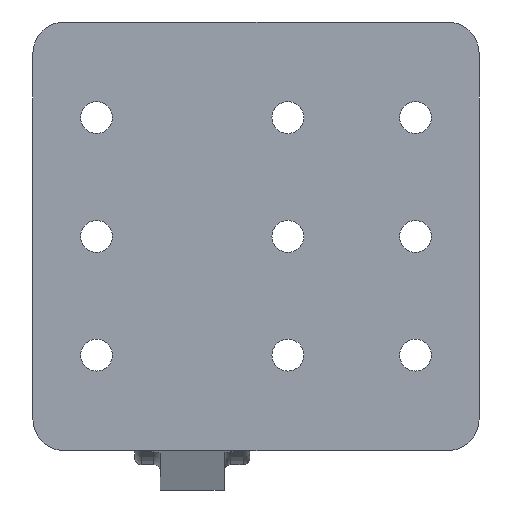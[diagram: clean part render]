
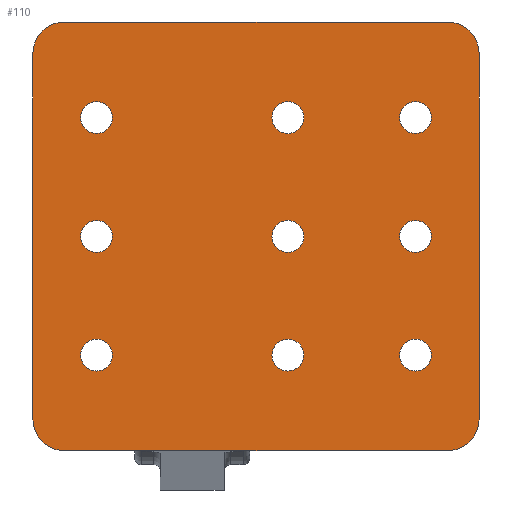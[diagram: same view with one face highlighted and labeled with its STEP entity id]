
A CAD part, left-side view. The second image highlights one B-rep face of the part: STEP entity #110.
In plain terms, the highlighted planar face has unit normal (-1, 0, 0).
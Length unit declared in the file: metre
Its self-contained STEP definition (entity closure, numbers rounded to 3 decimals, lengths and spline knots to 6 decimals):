
#110 = ADVANCED_FACE( 'NONE', ( #241, #242, #243, #244, #245, #246, #247, #248, #249, #250 ), #251, .T. );
#241 = FACE_OUTER_BOUND( '', #394, .T. );
#242 = FACE_BOUND( '', #395, .T. );
#243 = FACE_BOUND( '', #396, .T. );
#244 = FACE_BOUND( '', #397, .T. );
#245 = FACE_BOUND( '', #398, .T. );
#246 = FACE_BOUND( '', #399, .T. );
#247 = FACE_BOUND( '', #400, .T. );
#248 = FACE_BOUND( '', #401, .T. );
#249 = FACE_BOUND( '', #402, .T. );
#250 = FACE_BOUND( '', #403, .T. );
#251 = PLANE( '', #404 );
#394 = EDGE_LOOP( '', ( #637, #638, #639, #640, #641, #642, #643, #644 ) );
#395 = EDGE_LOOP( '', ( #645 ) );
#396 = EDGE_LOOP( '', ( #646 ) );
#397 = EDGE_LOOP( '', ( #647 ) );
#398 = EDGE_LOOP( '', ( #648 ) );
#399 = EDGE_LOOP( '', ( #649 ) );
#400 = EDGE_LOOP( '', ( #650 ) );
#401 = EDGE_LOOP( '', ( #651 ) );
#402 = EDGE_LOOP( '', ( #652 ) );
#403 = EDGE_LOOP( '', ( #653 ) );
#404 = AXIS2_PLACEMENT_3D( '', #654, #655, #656 );
#637 = ORIENTED_EDGE( '', *, *, #764, .F. );
#638 = ORIENTED_EDGE( '', *, *, #745, .F. );
#639 = ORIENTED_EDGE( '', *, *, #827, .F. );
#640 = ORIENTED_EDGE( '', *, *, #824, .F. );
#641 = ORIENTED_EDGE( '', *, *, #828, .F. );
#642 = ORIENTED_EDGE( '', *, *, #756, .F. );
#643 = ORIENTED_EDGE( '', *, *, #761, .F. );
#644 = ORIENTED_EDGE( '', *, *, #784, .F. );
#645 = ORIENTED_EDGE( '', *, *, #793, .T. );
#646 = ORIENTED_EDGE( '', *, *, #741, .T. );
#647 = ORIENTED_EDGE( '', *, *, #817, .T. );
#648 = ORIENTED_EDGE( '', *, *, #790, .T. );
#649 = ORIENTED_EDGE( '', *, *, #807, .T. );
#650 = ORIENTED_EDGE( '', *, *, #796, .T. );
#651 = ORIENTED_EDGE( '', *, *, #829, .T. );
#652 = ORIENTED_EDGE( '', *, *, #738, .T. );
#653 = ORIENTED_EDGE( '', *, *, #830, .T. );
#654 = CARTESIAN_POINT( '', ( -0.018688, 0.029, 0.033899 ) );
#655 = DIRECTION( '', ( -1., 0., 0. ) );
#656 = DIRECTION( '', ( 0., -1., 0. ) );
#738 = EDGE_CURVE( 'NONE', #847, #847, #848, .T. );
#741 = EDGE_CURVE( 'NONE', #852, #852, #853, .T. );
#745 = EDGE_CURVE( 'NONE', #858, #860, #861, .T. );
#756 = EDGE_CURVE( 'NONE', #878, #880, #881, .T. );
#761 = EDGE_CURVE( 'NONE', #886, #878, #888, .T. );
#764 = EDGE_CURVE( 'NONE', #860, #892, #893, .T. );
#784 = EDGE_CURVE( 'NONE', #892, #886, #922, .T. );
#790 = EDGE_CURVE( 'NONE', #930, #930, #931, .T. );
#793 = EDGE_CURVE( 'NONE', #935, #935, #936, .T. );
#796 = EDGE_CURVE( 'NONE', #940, #940, #941, .T. );
#807 = EDGE_CURVE( 'NONE', #958, #958, #959, .T. );
#817 = EDGE_CURVE( 'NONE', #972, #972, #973, .T. );
#824 = EDGE_CURVE( 'NONE', #982, #984, #985, .T. );
#827 = EDGE_CURVE( 'NONE', #984, #858, #988, .T. );
#828 = EDGE_CURVE( 'NONE', #880, #982, #989, .T. );
#829 = EDGE_CURVE( 'NONE', #990, #990, #991, .T. );
#830 = EDGE_CURVE( 'NONE', #992, #992, #993, .T. );
#847 = VERTEX_POINT( '', #1011 );
#848 = CIRCLE( '', #1012, 0.0025 );
#852 = VERTEX_POINT( '', #1016 );
#853 = CIRCLE( '', #1017, 0.0025 );
#858 = VERTEX_POINT( 'NONE', #1023 );
#860 = VERTEX_POINT( 'NONE', #1026 );
#861 = LINE( '', #1027, #1028 );
#878 = VERTEX_POINT( 'NONE', #1050 );
#880 = VERTEX_POINT( 'NONE', #1053 );
#881 = LINE( '', #1054, #1055 );
#886 = VERTEX_POINT( 'NONE', #1061 );
#888 = CIRCLE( '', #1064, 0.005 );
#892 = VERTEX_POINT( 'NONE', #1068 );
#893 = CIRCLE( '', #1069, 0.005 );
#922 = LINE( '', #1104, #1105 );
#930 = VERTEX_POINT( '', #1114 );
#931 = CIRCLE( '', #1115, 0.0025 );
#935 = VERTEX_POINT( '', #1119 );
#936 = CIRCLE( '', #1120, 0.0025 );
#940 = VERTEX_POINT( '', #1124 );
#941 = CIRCLE( '', #1125, 0.0025 );
#958 = VERTEX_POINT( '', #1144 );
#959 = CIRCLE( '', #1145, 0.0025 );
#972 = VERTEX_POINT( '', #1162 );
#973 = CIRCLE( '', #1163, 0.0025 );
#982 = VERTEX_POINT( 'NONE', #1173 );
#984 = VERTEX_POINT( 'NONE', #1176 );
#985 = LINE( '', #1177, #1178 );
#988 = CIRCLE( '', #1182, 0.005 );
#989 = CIRCLE( '', #1183, 0.005 );
#990 = VERTEX_POINT( '', #1184 );
#991 = CIRCLE( '', #1185, 0.0025 );
#992 = VERTEX_POINT( '', #1186 );
#993 = CIRCLE( '', #1187, 0.0025 );
#1011 = CARTESIAN_POINT( '', ( -0.018688, -0.0235, -0.013346 ) );
#1012 = AXIS2_PLACEMENT_3D( '', #1205, #1206, #1207 );
#1016 = CARTESIAN_POINT( '', ( -0.018688, -0.0035, 0.005277 ) );
#1017 = AXIS2_PLACEMENT_3D( '', #1211, #1212, #1213 );
#1023 = CARTESIAN_POINT( '', ( -0.018688, 0.034, -0.023346 ) );
#1026 = CARTESIAN_POINT( '', ( -0.018688, 0.034, 0.033899 ) );
#1027 = CARTESIAN_POINT( '', ( -0.018688, 0.034, -0.023346 ) );
#1028 = VECTOR( '', #1216, 1. );
#1050 = CARTESIAN_POINT( '', ( -0.018688, -0.036, 0.033899 ) );
#1053 = CARTESIAN_POINT( '', ( -0.018688, -0.036, -0.023346 ) );
#1054 = CARTESIAN_POINT( '', ( -0.018688, -0.036, -0.023346 ) );
#1055 = VECTOR( '', #1229, 1. );
#1061 = CARTESIAN_POINT( '', ( -0.018688, -0.031, 0.038899 ) );
#1064 = AXIS2_PLACEMENT_3D( '', #1235, #1236, #1237 );
#1068 = CARTESIAN_POINT( '', ( -0.018688, 0.029, 0.038899 ) );
#1069 = AXIS2_PLACEMENT_3D( '', #1241, #1242, #1243 );
#1104 = CARTESIAN_POINT( '', ( -0.018688, 0.029, 0.038899 ) );
#1105 = VECTOR( '', #1271, 1. );
#1114 = CARTESIAN_POINT( '', ( -0.018688, 0.0265, 0.023899 ) );
#1115 = AXIS2_PLACEMENT_3D( '', #1279, #1280, #1281 );
#1119 = CARTESIAN_POINT( '', ( -0.018688, 0.0265, -0.013346 ) );
#1120 = AXIS2_PLACEMENT_3D( '', #1285, #1286, #1287 );
#1124 = CARTESIAN_POINT( '', ( -0.018688, -0.0035, 0.023899 ) );
#1125 = AXIS2_PLACEMENT_3D( '', #1291, #1292, #1293 );
#1144 = CARTESIAN_POINT( '', ( -0.018688, -0.0235, 0.023899 ) );
#1145 = AXIS2_PLACEMENT_3D( '', #1311, #1312, #1313 );
#1162 = CARTESIAN_POINT( '', ( -0.018688, -0.0235, 0.005277 ) );
#1163 = AXIS2_PLACEMENT_3D( '', #1324, #1325, #1326 );
#1173 = CARTESIAN_POINT( '', ( -0.018688, -0.031, -0.028346 ) );
#1176 = CARTESIAN_POINT( '', ( -0.018688, 0.029, -0.028346 ) );
#1177 = CARTESIAN_POINT( '', ( -0.018688, 0.029, -0.028346 ) );
#1178 = VECTOR( '', #1335, 1. );
#1182 = AXIS2_PLACEMENT_3D( '', #1337, #1338, #1339 );
#1183 = AXIS2_PLACEMENT_3D( '', #1340, #1341, #1342 );
#1184 = CARTESIAN_POINT( '', ( -0.018688, 0.0265, 0.005277 ) );
#1185 = AXIS2_PLACEMENT_3D( '', #1343, #1344, #1345 );
#1186 = CARTESIAN_POINT( '', ( -0.018688, -0.0035, -0.013346 ) );
#1187 = AXIS2_PLACEMENT_3D( '', #1346, #1347, #1348 );
#1205 = CARTESIAN_POINT( '', ( -0.018688, -0.026, -0.013346 ) );
#1206 = DIRECTION( '', ( 1., 0., 0. ) );
#1207 = DIRECTION( '', ( 0., 1., 0. ) );
#1211 = CARTESIAN_POINT( '', ( -0.018688, -0.006, 0.005277 ) );
#1212 = DIRECTION( '', ( 1., 0., 0. ) );
#1213 = DIRECTION( '', ( 0., 1., 0. ) );
#1216 = DIRECTION( '', ( 0., 0., 1. ) );
#1229 = DIRECTION( '', ( 0., 0., -1. ) );
#1235 = CARTESIAN_POINT( '', ( -0.018688, -0.031, 0.033899 ) );
#1236 = DIRECTION( '', ( 1., 0., 0. ) );
#1237 = DIRECTION( '', ( 0., 1., 0. ) );
#1241 = CARTESIAN_POINT( '', ( -0.018688, 0.029, 0.033899 ) );
#1242 = DIRECTION( '', ( 1., 0., 0. ) );
#1243 = DIRECTION( '', ( 0., 1., 0. ) );
#1271 = DIRECTION( '', ( 0., -1., 0. ) );
#1279 = CARTESIAN_POINT( '', ( -0.018688, 0.024, 0.023899 ) );
#1280 = DIRECTION( '', ( 1., 0., 0. ) );
#1281 = DIRECTION( '', ( 0., 1., 0. ) );
#1285 = CARTESIAN_POINT( '', ( -0.018688, 0.024, -0.013346 ) );
#1286 = DIRECTION( '', ( 1., 0., 0. ) );
#1287 = DIRECTION( '', ( 0., 1., 0. ) );
#1291 = CARTESIAN_POINT( '', ( -0.018688, -0.006, 0.023899 ) );
#1292 = DIRECTION( '', ( 1., 0., 0. ) );
#1293 = DIRECTION( '', ( 0., 1., 0. ) );
#1311 = CARTESIAN_POINT( '', ( -0.018688, -0.026, 0.023899 ) );
#1312 = DIRECTION( '', ( 1., 0., 0. ) );
#1313 = DIRECTION( '', ( 0., 1., 0. ) );
#1324 = CARTESIAN_POINT( '', ( -0.018688, -0.026, 0.005277 ) );
#1325 = DIRECTION( '', ( 1., 0., 0. ) );
#1326 = DIRECTION( '', ( 0., 1., 0. ) );
#1335 = DIRECTION( '', ( 0., 1., 0. ) );
#1337 = CARTESIAN_POINT( '', ( -0.018688, 0.029, -0.023346 ) );
#1338 = DIRECTION( '', ( 1., 0., 0. ) );
#1339 = DIRECTION( '', ( 0., 1., 0. ) );
#1340 = CARTESIAN_POINT( '', ( -0.018688, -0.031, -0.023346 ) );
#1341 = DIRECTION( '', ( 1., 0., 0. ) );
#1342 = DIRECTION( '', ( 0., -1., 0. ) );
#1343 = CARTESIAN_POINT( '', ( -0.018688, 0.024, 0.005277 ) );
#1344 = DIRECTION( '', ( 1., 0., 0. ) );
#1345 = DIRECTION( '', ( 0., 1., 0. ) );
#1346 = CARTESIAN_POINT( '', ( -0.018688, -0.006, -0.013346 ) );
#1347 = DIRECTION( '', ( 1., 0., 0. ) );
#1348 = DIRECTION( '', ( 0., 1., 0. ) );
